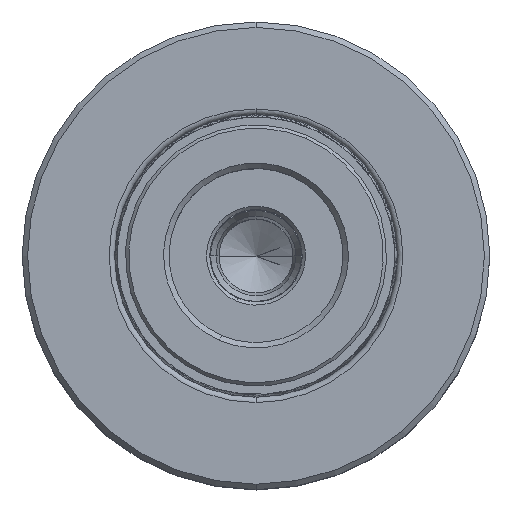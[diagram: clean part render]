
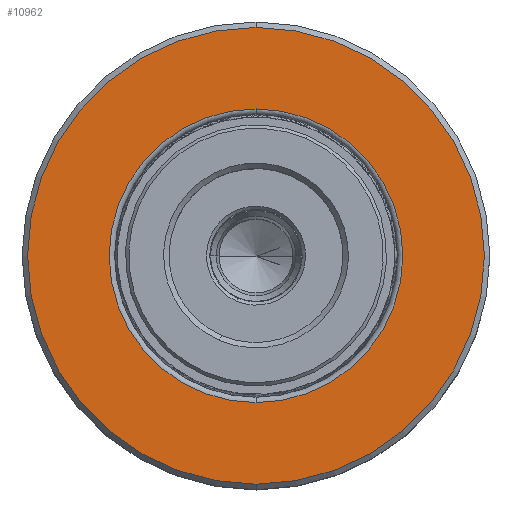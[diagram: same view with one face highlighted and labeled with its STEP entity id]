
A CAD part, top view. The second image highlights one B-rep face of the part: STEP entity #10962.
In plain terms, the highlighted face is planar.
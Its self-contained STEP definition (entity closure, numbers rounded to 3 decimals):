
#370 = ORIENTED_EDGE ( 'NONE', *, *, #34408, .F. ) ;
#381 = DIRECTION ( 'NONE',  ( 0., 0., -1. ) ) ;
#600 = DIRECTION ( 'NONE',  ( 0., 0., 1. ) ) ;
#1003 = CARTESIAN_POINT ( 'NONE',  ( 0., 10.687, 0. ) ) ;
#1197 = AXIS2_PLACEMENT_3D ( 'NONE', #1003, #17346, #25134 ) ;
#2243 = DIRECTION ( 'NONE',  ( 0., -1., 0. ) ) ;
#2253 = EDGE_CURVE ( 'NONE', #29302, #2589, #15575, .T. ) ;
#2589 = VERTEX_POINT ( 'NONE', #14533 ) ;
#2705 = CIRCLE ( 'NONE', #22129, 13.5 ) ;
#3239 = CARTESIAN_POINT ( 'NONE',  ( 0., 10.687, 13.5 ) ) ;
#5194 = CARTESIAN_POINT ( 'NONE',  ( 0., 10.687, 0. ) ) ;
#6385 = EDGE_LOOP ( 'NONE', ( #11252, #33674 ) ) ;
#6935 = ORIENTED_EDGE ( 'NONE', *, *, #29769, .F. ) ;
#8855 = CARTESIAN_POINT ( 'NONE',  ( 21., 10.687, 0. ) ) ;
#9014 = FACE_OUTER_BOUND ( 'NONE', #14966, .T. ) ;
#10962 = ADVANCED_FACE ( 'NONE', ( #17852, #9014 ), #11106, .T. ) ;
#11028 = CARTESIAN_POINT ( 'NONE',  ( 0., 10.687, 21. ) ) ;
#11106 = PLANE ( 'NONE',  #22246 ) ;
#11252 = ORIENTED_EDGE ( 'NONE', *, *, #33294, .T. ) ;
#14133 = AXIS2_PLACEMENT_3D ( 'NONE', #5194, #26449, #381 ) ;
#14384 = VERTEX_POINT ( 'NONE', #29897 ) ;
#14486 = DIRECTION ( 'NONE',  ( 0., -1., 0. ) ) ;
#14533 = CARTESIAN_POINT ( 'NONE',  ( 0., 10.687, -13.5 ) ) ;
#14966 = EDGE_LOOP ( 'NONE', ( #6935, #370 ) ) ;
#15575 = CIRCLE ( 'NONE', #16827, 13.5 ) ;
#16827 = AXIS2_PLACEMENT_3D ( 'NONE', #25769, #2243, #17977 ) ;
#16955 = DIRECTION ( 'NONE',  ( 0., 0., -1. ) ) ;
#16957 = CIRCLE ( 'NONE', #1197, 21. ) ;
#17346 = DIRECTION ( 'NONE',  ( 0., -1., 0. ) ) ;
#17852 = FACE_BOUND ( 'NONE', #6385, .T. ) ;
#17977 = DIRECTION ( 'NONE',  ( 0., 0., -1. ) ) ;
#19542 = CARTESIAN_POINT ( 'NONE',  ( 0., 10.687, 0. ) ) ;
#22129 = AXIS2_PLACEMENT_3D ( 'NONE', #19542, #14486, #16955 ) ;
#22246 = AXIS2_PLACEMENT_3D ( 'NONE', #8855, #29786, #600 ) ;
#22507 = VERTEX_POINT ( 'NONE', #11028 ) ;
#25134 = DIRECTION ( 'NONE',  ( 0., 0., -1. ) ) ;
#25769 = CARTESIAN_POINT ( 'NONE',  ( 0., 10.687, 0. ) ) ;
#26449 = DIRECTION ( 'NONE',  ( 0., -1., 0. ) ) ;
#29302 = VERTEX_POINT ( 'NONE', #3239 ) ;
#29769 = EDGE_CURVE ( 'NONE', #14384, #22507, #31708, .T. ) ;
#29786 = DIRECTION ( 'NONE',  ( 0., 1., 0. ) ) ;
#29897 = CARTESIAN_POINT ( 'NONE',  ( 0., 10.687, -21. ) ) ;
#31708 = CIRCLE ( 'NONE', #14133, 21. ) ;
#33294 = EDGE_CURVE ( 'NONE', #2589, #29302, #2705, .T. ) ;
#33674 = ORIENTED_EDGE ( 'NONE', *, *, #2253, .T. ) ;
#34408 = EDGE_CURVE ( 'NONE', #22507, #14384, #16957, .T. ) ;
